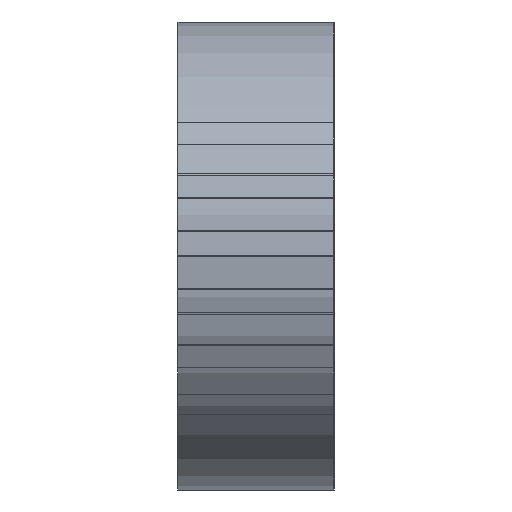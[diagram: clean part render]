
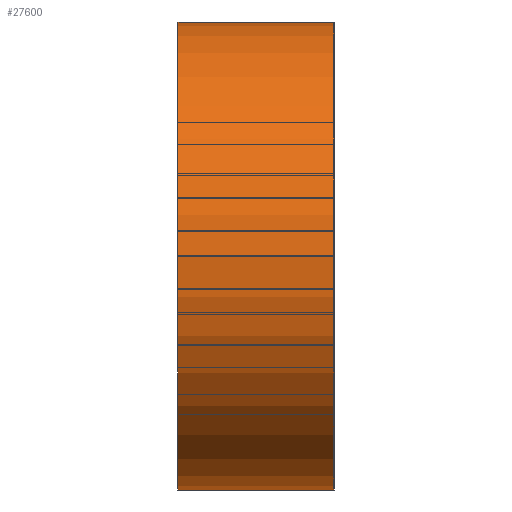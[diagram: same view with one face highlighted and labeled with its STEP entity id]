
A CAD part, left-side view. The second image highlights one B-rep face of the part: STEP entity #27600.
In plain terms, the highlighted cylindrical face has radius 38.1 mm (diameter 76.2 mm), a partial arc.
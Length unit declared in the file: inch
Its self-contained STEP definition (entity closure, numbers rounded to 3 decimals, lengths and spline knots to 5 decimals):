
#556 = ORIENTED_EDGE ( 'NONE', *, *, #3547, .F. ) ;
#742 = EDGE_CURVE ( 'NONE', #16722, #14832, #8493, .T. ) ;
#1113 = CARTESIAN_POINT ( 'NONE',  ( -9.55006, 0., 0. ) ) ;
#1158 = VECTOR ( 'NONE', #12170, 39.37008 ) ;
#2728 = CARTESIAN_POINT ( 'NONE',  ( -9.55006, 0., -1.5 ) ) ;
#3018 = VERTEX_POINT ( 'NONE', #15960 ) ;
#3547 = EDGE_CURVE ( 'NONE', #3018, #14832, #20708, .T. ) ;
#3699 = DIRECTION ( 'NONE',  ( 0., 0., 1. ) ) ;
#5993 = DIRECTION ( 'NONE',  ( 0., 0., -1. ) ) ;
#6169 = AXIS2_PLACEMENT_3D ( 'NONE', #1113, #19056, #3699 ) ;
#8493 = CIRCLE ( 'NONE', #6169, 1.5 ) ;
#8642 = VERTEX_POINT ( 'NONE', #25684 ) ;
#9150 = DIRECTION ( 'NONE',  ( 0., 1., 0. ) ) ;
#9335 = EDGE_LOOP ( 'NONE', ( #12512, #556, #19547, #29866 ) ) ;
#9571 = CARTESIAN_POINT ( 'NONE',  ( -9.55006, 1., -1.5 ) ) ;
#10084 = FACE_OUTER_BOUND ( 'NONE', #9335, .T. ) ;
#10803 = CARTESIAN_POINT ( 'NONE',  ( -9.55006, 0., 1.5 ) ) ;
#11100 = AXIS2_PLACEMENT_3D ( 'NONE', #24518, #9150, #27077 ) ;
#12170 = DIRECTION ( 'NONE',  ( 0., -1., 0. ) ) ;
#12273 = CIRCLE ( 'NONE', #11100, 1.5 ) ;
#12512 = ORIENTED_EDGE ( 'NONE', *, *, #742, .T. ) ;
#13928 = VECTOR ( 'NONE', #18172, 39.37008 ) ;
#14832 = VERTEX_POINT ( 'NONE', #10803 ) ;
#15322 = CYLINDRICAL_SURFACE ( 'NONE', #19548, 1.5 ) ;
#15960 = CARTESIAN_POINT ( 'NONE',  ( -9.55006, 1., 1.5 ) ) ;
#16373 = CARTESIAN_POINT ( 'NONE',  ( -9.55006, 1., 0. ) ) ;
#16722 = VERTEX_POINT ( 'NONE', #2728 ) ;
#18172 = DIRECTION ( 'NONE',  ( 0., -1., 0. ) ) ;
#18933 = DIRECTION ( 'NONE',  ( 0., -1., 0. ) ) ;
#19056 = DIRECTION ( 'NONE',  ( 0., 1., 0. ) ) ;
#19547 = ORIENTED_EDGE ( 'NONE', *, *, #24934, .F. ) ;
#19548 = AXIS2_PLACEMENT_3D ( 'NONE', #16373, #18933, #5993 ) ;
#20568 = EDGE_CURVE ( 'NONE', #8642, #16722, #26778, .T. ) ;
#20708 = LINE ( 'NONE', #28338, #13928 ) ;
#24518 = CARTESIAN_POINT ( 'NONE',  ( -9.55006, 1., 0. ) ) ;
#24934 = EDGE_CURVE ( 'NONE', #8642, #3018, #12273, .T. ) ;
#25684 = CARTESIAN_POINT ( 'NONE',  ( -9.55006, 1., -1.5 ) ) ;
#26778 = LINE ( 'NONE', #9571, #1158 ) ;
#27077 = DIRECTION ( 'NONE',  ( 0., 0., 1. ) ) ;
#27600 = ADVANCED_FACE ( 'NONE', ( #10084 ), #15322, .T. ) ;
#28338 = CARTESIAN_POINT ( 'NONE',  ( -9.55006, 1., 1.5 ) ) ;
#29866 = ORIENTED_EDGE ( 'NONE', *, *, #20568, .T. ) ;
